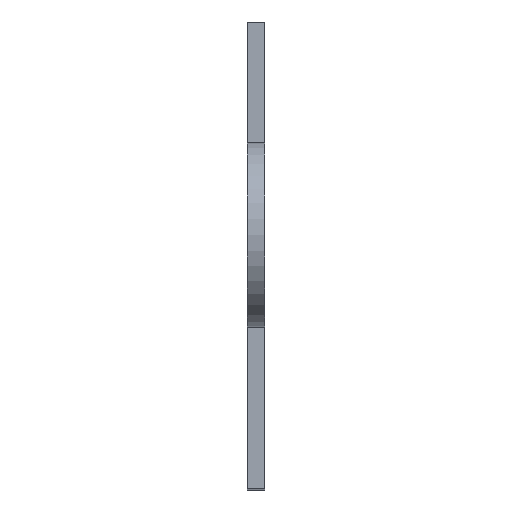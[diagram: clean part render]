
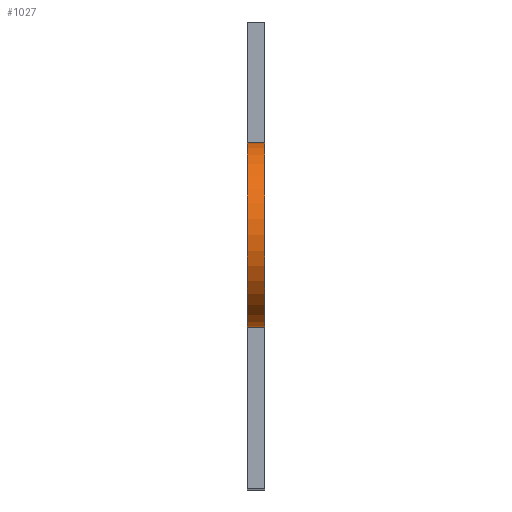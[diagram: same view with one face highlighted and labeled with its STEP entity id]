
A CAD part, top view. The second image highlights one B-rep face of the part: STEP entity #1027.
In plain terms, the highlighted cylindrical face has radius 8 mm (diameter 16 mm), a partial arc.
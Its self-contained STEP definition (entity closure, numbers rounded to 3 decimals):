
#46=CYLINDRICAL_SURFACE('',#1152,8.);
#143=FACE_OUTER_BOUND('',#218,.T.);
#218=EDGE_LOOP('',(#903,#904,#905,#906));
#252=CIRCLE('',#1049,8.);
#314=CIRCLE('',#1153,8.);
#380=LINE('',#1718,#454);
#381=LINE('',#1722,#455);
#454=VECTOR('',#1436,10.);
#455=VECTOR('',#1441,10.);
#471=VERTEX_POINT('',#1476);
#472=VERTEX_POINT('',#1478);
#550=VERTEX_POINT('',#1716);
#551=VERTEX_POINT('',#1720);
#563=EDGE_CURVE('',#472,#471,#252,.T.);
#683=EDGE_CURVE('',#471,#550,#380,.T.);
#684=EDGE_CURVE('',#551,#550,#314,.T.);
#685=EDGE_CURVE('',#472,#551,#381,.T.);
#903=ORIENTED_EDGE('',*,*,#563,.T.);
#904=ORIENTED_EDGE('',*,*,#683,.T.);
#905=ORIENTED_EDGE('',*,*,#684,.F.);
#906=ORIENTED_EDGE('',*,*,#685,.F.);
#1027=ADVANCED_FACE('',(#143),#46,.T.);
#1049=AXIS2_PLACEMENT_3D('',#1479,#1172,#1173);
#1152=AXIS2_PLACEMENT_3D('',#1719,#1437,#1438);
#1153=AXIS2_PLACEMENT_3D('',#1721,#1439,#1440);
#1172=DIRECTION('center_axis',(1.,0.,0.));
#1173=DIRECTION('ref_axis',(0.,0.,-1.));
#1436=DIRECTION('',(1.,0.,0.));
#1437=DIRECTION('center_axis',(1.,0.,0.));
#1438=DIRECTION('ref_axis',(0.,0.,1.));
#1439=DIRECTION('center_axis',(1.,0.,0.));
#1440=DIRECTION('ref_axis',(0.,0.,-1.));
#1441=DIRECTION('',(1.,0.,0.));
#1476=CARTESIAN_POINT('',(0.,-6.5,44.));
#1478=CARTESIAN_POINT('',(0.,9.5,44.));
#1479=CARTESIAN_POINT('Origin',(0.,1.5,44.));
#1716=CARTESIAN_POINT('',(1.5,-6.5,44.));
#1718=CARTESIAN_POINT('',(0.,-6.5,44.));
#1719=CARTESIAN_POINT('Origin',(0.,1.5,44.));
#1720=CARTESIAN_POINT('',(1.5,9.5,44.));
#1721=CARTESIAN_POINT('Origin',(1.5,1.5,44.));
#1722=CARTESIAN_POINT('',(0.,9.5,44.));
